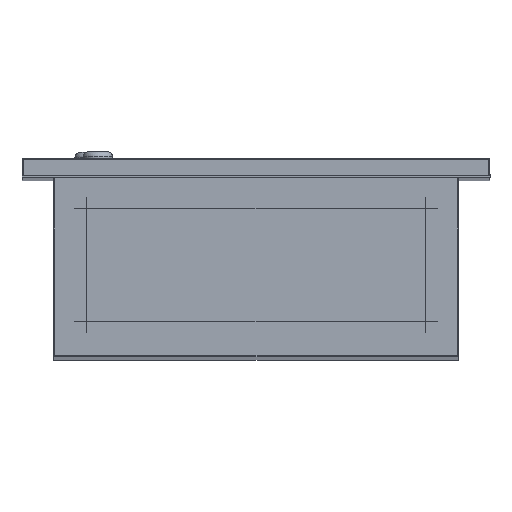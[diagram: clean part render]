
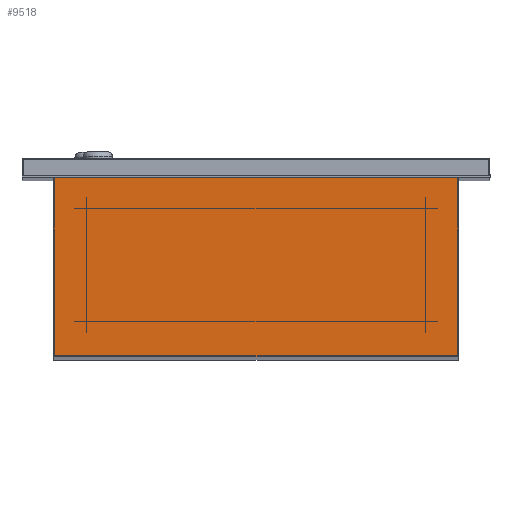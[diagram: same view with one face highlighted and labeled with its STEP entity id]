
A CAD part, top view. The second image highlights one B-rep face of the part: STEP entity #9518.
In plain terms, the highlighted face is planar.
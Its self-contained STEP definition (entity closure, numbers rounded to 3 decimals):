
#166 = ORIENTED_EDGE ( 'NONE', *, *, #14854, .F. ) ;
#213 = PLANE ( 'NONE',  #17388 ) ;
#443 = DIRECTION ( 'NONE',  ( 0., 0., 1. ) ) ;
#627 = LINE ( 'NONE', #11894, #12267 ) ;
#1092 = CARTESIAN_POINT ( 'NONE',  ( -137., 0., -1. ) ) ;
#1580 = ORIENTED_EDGE ( 'NONE', *, *, #33056, .T. ) ;
#1740 = ORIENTED_EDGE ( 'NONE', *, *, #11988, .T. ) ;
#2227 = VECTOR ( 'NONE', #4516, 1000. ) ;
#2909 = VERTEX_POINT ( 'NONE', #13463 ) ;
#3680 = DIRECTION ( 'NONE',  ( 0., 0., -1. ) ) ;
#3969 = VECTOR ( 'NONE', #26872, 1000. ) ;
#4028 = ORIENTED_EDGE ( 'NONE', *, *, #4602, .F. ) ;
#4225 = EDGE_CURVE ( 'NONE', #2909, #31155, #28782, .T. ) ;
#4516 = DIRECTION ( 'NONE',  ( 0., 0., 1. ) ) ;
#4602 = EDGE_CURVE ( 'NONE', #21748, #27188, #14002, .T. ) ;
#4919 = VERTEX_POINT ( 'NONE', #8366 ) ;
#5096 = ORIENTED_EDGE ( 'NONE', *, *, #26103, .F. ) ;
#5401 = LINE ( 'NONE', #10864, #14368 ) ;
#5415 = CARTESIAN_POINT ( 'NONE',  ( -160., 0., -1. ) ) ;
#5884 = ORIENTED_EDGE ( 'NONE', *, *, #20993, .F. ) ;
#6296 = ORIENTED_EDGE ( 'NONE', *, *, #26143, .T. ) ;
#6915 = VECTOR ( 'NONE', #33693, 1000. ) ;
#7863 = CARTESIAN_POINT ( 'NONE',  ( 160., 0., 141. ) ) ;
#8366 = CARTESIAN_POINT ( 'NONE',  ( -185., 0., 141. ) ) ;
#8505 = EDGE_CURVE ( 'NONE', #26459, #32186, #11294, .T. ) ;
#8602 = DIRECTION ( 'NONE',  ( 0., -1., 0. ) ) ;
#8630 = CARTESIAN_POINT ( 'NONE',  ( 160., 0., -1. ) ) ;
#8781 = CARTESIAN_POINT ( 'NONE',  ( -137., 0., -1. ) ) ;
#9128 = CARTESIAN_POINT ( 'NONE',  ( -159., 0., 142. ) ) ;
#9518 = ADVANCED_FACE ( 'NONE', ( #22560 ), #213, .T. ) ;
#10254 = CARTESIAN_POINT ( 'NONE',  ( -160., 0., 141. ) ) ;
#10783 = VECTOR ( 'NONE', #19629, 1000. ) ;
#10864 = CARTESIAN_POINT ( 'NONE',  ( -160., 0., -1. ) ) ;
#10936 = CARTESIAN_POINT ( 'NONE',  ( 159., 0., 141. ) ) ;
#11294 = LINE ( 'NONE', #22912, #29584 ) ;
#11894 = CARTESIAN_POINT ( 'NONE',  ( 159., 0., 141. ) ) ;
#11988 = EDGE_CURVE ( 'NONE', #31084, #31678, #17082, .T. ) ;
#12267 = VECTOR ( 'NONE', #443, 1000. ) ;
#12788 = CARTESIAN_POINT ( 'NONE',  ( 159., 0., 142. ) ) ;
#13223 = DIRECTION ( 'NONE',  ( 0., 0., 1. ) ) ;
#13463 = CARTESIAN_POINT ( 'NONE',  ( 160., 0., -1. ) ) ;
#13471 = VECTOR ( 'NONE', #35830, 1000. ) ;
#13542 = VECTOR ( 'NONE', #21317, 1000. ) ;
#13624 = LINE ( 'NONE', #24731, #13471 ) ;
#14002 = LINE ( 'NONE', #17274, #10783 ) ;
#14240 = EDGE_LOOP ( 'NONE', ( #32532, #1740, #1580, #4028, #5096, #19595, #166, #34339, #19857, #6296, #30276, #5884 ) ) ;
#14368 = VECTOR ( 'NONE', #13223, 1000. ) ;
#14709 = LINE ( 'NONE', #1092, #34801 ) ;
#14854 = EDGE_CURVE ( 'NONE', #22322, #15128, #5401, .T. ) ;
#15059 = CARTESIAN_POINT ( 'NONE',  ( -185., 0., 142. ) ) ;
#15128 = VERTEX_POINT ( 'NONE', #20990 ) ;
#17082 = LINE ( 'NONE', #33824, #21104 ) ;
#17096 = DIRECTION ( 'NONE',  ( 0., 0., 1. ) ) ;
#17274 = CARTESIAN_POINT ( 'NONE',  ( -159., 0., 142. ) ) ;
#17388 = AXIS2_PLACEMENT_3D ( 'NONE', #8781, #8602, #3680 ) ;
#17773 = LINE ( 'NONE', #29222, #2227 ) ;
#19595 = ORIENTED_EDGE ( 'NONE', *, *, #20307, .F. ) ;
#19629 = DIRECTION ( 'NONE',  ( 1., 0., 0. ) ) ;
#19857 = ORIENTED_EDGE ( 'NONE', *, *, #4225, .T. ) ;
#20307 = EDGE_CURVE ( 'NONE', #15128, #4919, #35346, .T. ) ;
#20990 = CARTESIAN_POINT ( 'NONE',  ( -160., 0., 141. ) ) ;
#20993 = EDGE_CURVE ( 'NONE', #29668, #32186, #27414, .T. ) ;
#21104 = VECTOR ( 'NONE', #22900, 1000. ) ;
#21317 = DIRECTION ( 'NONE',  ( -1., 0., 0. ) ) ;
#21748 = VERTEX_POINT ( 'NONE', #15059 ) ;
#22322 = VERTEX_POINT ( 'NONE', #5415 ) ;
#22560 = FACE_OUTER_BOUND ( 'NONE', #14240, .T. ) ;
#22900 = DIRECTION ( 'NONE',  ( -1., 0., 0. ) ) ;
#22912 = CARTESIAN_POINT ( 'NONE',  ( 185., 0., 141. ) ) ;
#24731 = CARTESIAN_POINT ( 'NONE',  ( -159., 0., 141. ) ) ;
#26103 = EDGE_CURVE ( 'NONE', #4919, #21748, #17773, .T. ) ;
#26143 = EDGE_CURVE ( 'NONE', #31155, #26459, #32324, .T. ) ;
#26173 = CARTESIAN_POINT ( 'NONE',  ( -159., 0., 142. ) ) ;
#26459 = VERTEX_POINT ( 'NONE', #31214 ) ;
#26872 = DIRECTION ( 'NONE',  ( 1., 0., 0. ) ) ;
#27188 = VERTEX_POINT ( 'NONE', #9128 ) ;
#27414 = LINE ( 'NONE', #26173, #28680 ) ;
#28639 = EDGE_CURVE ( 'NONE', #22322, #2909, #14709, .T. ) ;
#28680 = VECTOR ( 'NONE', #34357, 1000. ) ;
#28782 = LINE ( 'NONE', #8630, #6915 ) ;
#29222 = CARTESIAN_POINT ( 'NONE',  ( -185., 0., 141. ) ) ;
#29584 = VECTOR ( 'NONE', #17096, 1000. ) ;
#29668 = VERTEX_POINT ( 'NONE', #12788 ) ;
#30108 = CARTESIAN_POINT ( 'NONE',  ( 185., 0., 142. ) ) ;
#30276 = ORIENTED_EDGE ( 'NONE', *, *, #8505, .T. ) ;
#31084 = VERTEX_POINT ( 'NONE', #10936 ) ;
#31155 = VERTEX_POINT ( 'NONE', #7863 ) ;
#31214 = CARTESIAN_POINT ( 'NONE',  ( 185., 0., 141. ) ) ;
#31678 = VERTEX_POINT ( 'NONE', #31764 ) ;
#31764 = CARTESIAN_POINT ( 'NONE',  ( -159., 0., 141. ) ) ;
#32186 = VERTEX_POINT ( 'NONE', #30108 ) ;
#32324 = LINE ( 'NONE', #34505, #3969 ) ;
#32432 = EDGE_CURVE ( 'NONE', #31084, #29668, #627, .T. ) ;
#32532 = ORIENTED_EDGE ( 'NONE', *, *, #32432, .F. ) ;
#33056 = EDGE_CURVE ( 'NONE', #31678, #27188, #13624, .T. ) ;
#33693 = DIRECTION ( 'NONE',  ( 0., 0., 1. ) ) ;
#33824 = CARTESIAN_POINT ( 'NONE',  ( -159., 0., 141. ) ) ;
#34339 = ORIENTED_EDGE ( 'NONE', *, *, #28639, .T. ) ;
#34349 = DIRECTION ( 'NONE',  ( 1., 0., 0. ) ) ;
#34357 = DIRECTION ( 'NONE',  ( 1., 0., 0. ) ) ;
#34505 = CARTESIAN_POINT ( 'NONE',  ( 160., 0., 141. ) ) ;
#34801 = VECTOR ( 'NONE', #34349, 1000. ) ;
#35346 = LINE ( 'NONE', #10254, #13542 ) ;
#35830 = DIRECTION ( 'NONE',  ( 0., 0., 1. ) ) ;
